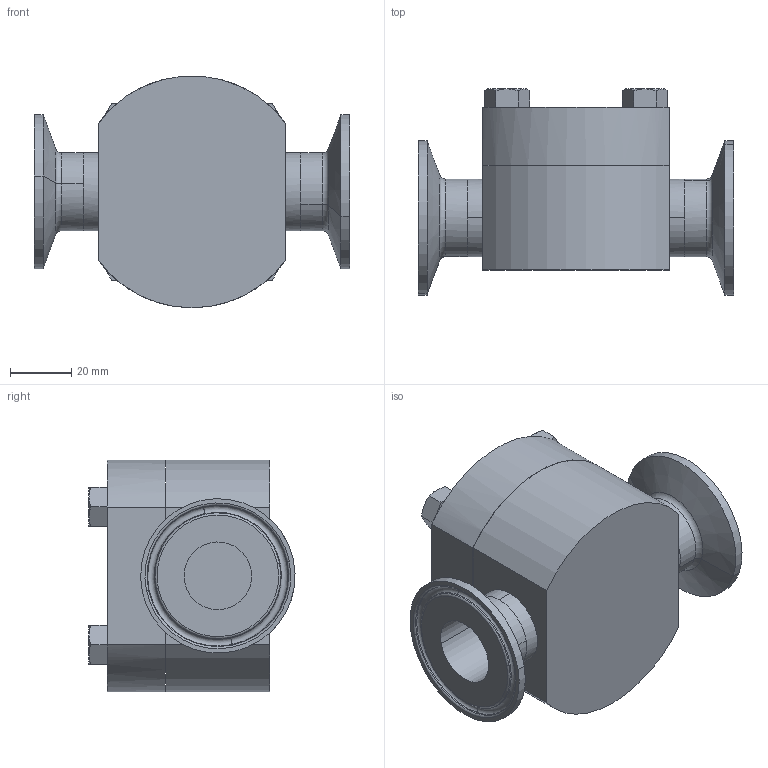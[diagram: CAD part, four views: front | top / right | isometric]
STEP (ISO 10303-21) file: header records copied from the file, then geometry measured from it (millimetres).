
FILE_DESCRIPTION (( 'STEP AP203' ), '1' );
FILE_NAME ('SHC-100-TC.STEP', '2017-06-07T19:35:20', ( '' ), ( '' ), 'SwSTEP 2.0', 'SolidWorks 2014', '' );
FILE_SCHEMA (( 'CONFIG_CONTROL_DESIGN' ));
Length unit declared in the file: inch
Products named in the file (2): SHC-100-TC
Bounding box: 102.87 x 67.25 x 75.58 mm (x, y, z)
Volume: 240809 mm3; surface area: 36921.5 mm2
Topology: 1 solids, 1 shells, 130 faces, 308 edges, 188 vertices
Faces by surface type: plane 46, cone 36, cylinder 32, torus 16
Entity records: 4093 total; most frequent: CARTESIAN_POINT 900, DIRECTION 672, ORIENTED_EDGE 616, EDGE_CURVE 308, AXIS2_PLACEMENT_3D 280, VERTEX_POINT 188, CIRCLE 148, EDGE_LOOP 146
